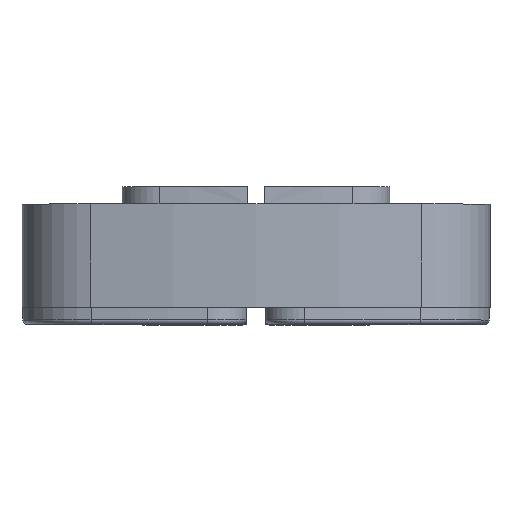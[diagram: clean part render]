
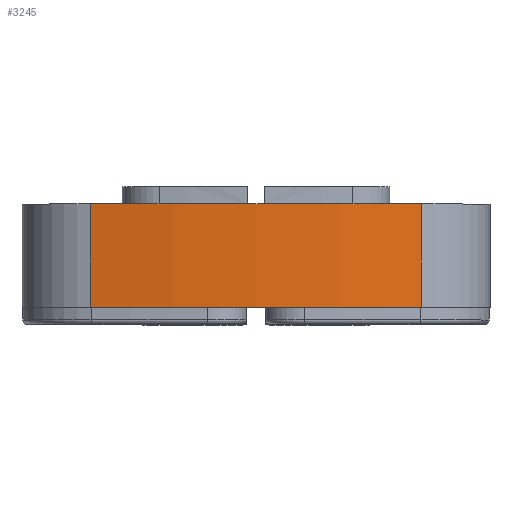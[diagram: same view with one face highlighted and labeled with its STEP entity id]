
A CAD part, top view. The second image highlights one B-rep face of the part: STEP entity #3245.
In plain terms, the highlighted cylindrical face has radius 97.161 mm (diameter 194.322 mm), a partial arc.
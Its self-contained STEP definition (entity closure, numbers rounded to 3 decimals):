
#352=LINE('',#5747,#601);
#353=LINE('',#5753,#602);
#601=VECTOR('',#4629,10.);
#602=VECTOR('',#4636,10.);
#674=CYLINDRICAL_SURFACE('',#3640,97.161);
#848=FACE_OUTER_BOUND('',#1027,.T.);
#1027=EDGE_LOOP('',(#2880,#2881,#2882,#2883));
#1235=CIRCLE('',#3641,97.161);
#1236=CIRCLE('',#3642,97.161);
#1527=VERTEX_POINT('',#5743);
#1528=VERTEX_POINT('',#5745);
#1529=VERTEX_POINT('',#5749);
#1530=VERTEX_POINT('',#5751);
#1988=EDGE_CURVE('',#1527,#1528,#352,.T.);
#1989=EDGE_CURVE('',#1529,#1527,#1235,.T.);
#1990=EDGE_CURVE('',#1530,#1528,#1236,.T.);
#1991=EDGE_CURVE('',#1529,#1530,#353,.T.);
#2880=ORIENTED_EDGE('',*,*,#1989,.T.);
#2881=ORIENTED_EDGE('',*,*,#1988,.T.);
#2882=ORIENTED_EDGE('',*,*,#1990,.F.);
#2883=ORIENTED_EDGE('',*,*,#1991,.F.);
#3245=ADVANCED_FACE('',(#848),#674,.T.);
#3640=AXIS2_PLACEMENT_3D('',#5748,#4630,#4631);
#3641=AXIS2_PLACEMENT_3D('',#5750,#4632,#4633);
#3642=AXIS2_PLACEMENT_3D('',#5752,#4634,#4635);
#4629=DIRECTION('',(0.,1.,0.));
#4630=DIRECTION('center_axis',(0.,1.,0.));
#4631=DIRECTION('ref_axis',(1.,0.,0.));
#4632=DIRECTION('center_axis',(0.,1.,0.));
#4633=DIRECTION('ref_axis',(1.,0.,0.));
#4634=DIRECTION('center_axis',(0.,1.,0.));
#4635=DIRECTION('ref_axis',(1.,0.,0.));
#4636=DIRECTION('',(0.,1.,0.));
#5743=CARTESIAN_POINT('',(19.224,2.,95.24));
#5745=CARTESIAN_POINT('',(19.224,14.,95.24));
#5747=CARTESIAN_POINT('',(19.224,2.,95.24));
#5748=CARTESIAN_POINT('Origin',(0.,2.,0.));
#5749=CARTESIAN_POINT('',(-19.224,2.,95.24));
#5750=CARTESIAN_POINT('Origin',(0.,2.,0.));
#5751=CARTESIAN_POINT('',(-19.224,14.,95.24));
#5752=CARTESIAN_POINT('Origin',(0.,14.,0.));
#5753=CARTESIAN_POINT('',(-19.224,2.,95.24));
